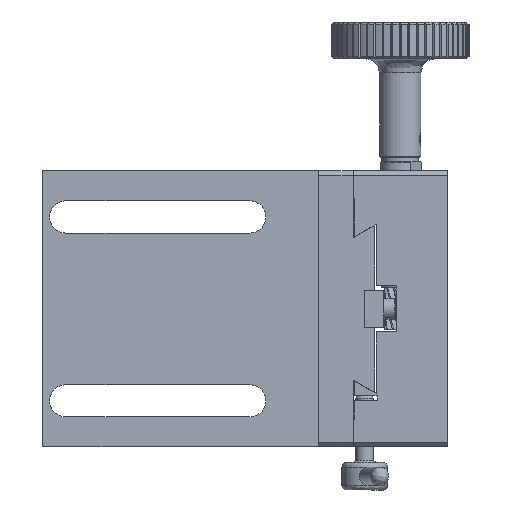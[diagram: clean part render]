
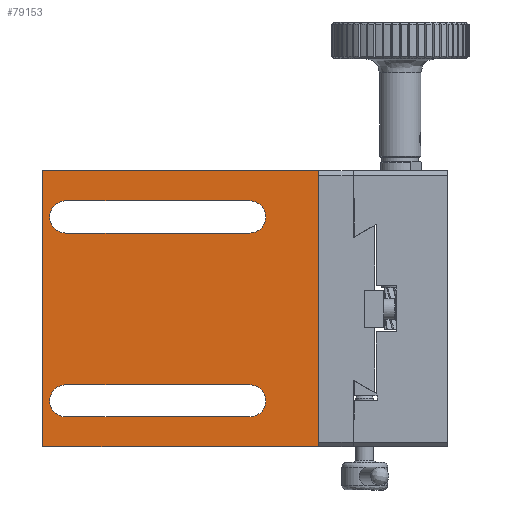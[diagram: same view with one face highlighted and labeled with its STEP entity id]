
A CAD part, front view. The second image highlights one B-rep face of the part: STEP entity #79153.
In plain terms, the highlighted planar face has unit normal (0, -1, 0).
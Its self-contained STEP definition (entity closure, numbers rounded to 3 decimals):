
#1246 = CARTESIAN_POINT ( 'NONE',  ( 49.133, 55.815, 62.779 ) ) ;
#2194 = EDGE_CURVE ( 'NONE', #54443, #57867, #35441, .T. ) ;
#3397 = EDGE_CURVE ( 'NONE', #57044, #81466, #27191, .T. ) ;
#5158 = CIRCLE ( 'NONE', #65474, 3.5 ) ;
#7709 = FACE_BOUND ( 'NONE', #48957, .T. ) ;
#9273 = CIRCLE ( 'NONE', #23073, 3.5 ) ;
#11328 = VERTEX_POINT ( 'NONE', #39600 ) ;
#12344 = VECTOR ( 'NONE', #103859, 1000. ) ;
#13672 = CARTESIAN_POINT ( 'NONE',  ( 19.133, 55.815, 109.279 ) ) ;
#14476 = LINE ( 'NONE', #70603, #29400 ) ;
#15766 = ORIENTED_EDGE ( 'NONE', *, *, #99356, .F. ) ;
#19140 = EDGE_CURVE ( 'NONE', #32768, #52636, #71504, .T. ) ;
#20278 = AXIS2_PLACEMENT_3D ( 'NONE', #41148, #33580, #22436 ) ;
#22436 = DIRECTION ( 'NONE',  ( -1., 0., 0. ) ) ;
#23073 = AXIS2_PLACEMENT_3D ( 'NONE', #62175, #54083, #37891 ) ;
#23139 = VERTEX_POINT ( 'NONE', #54949 ) ;
#23434 = DIRECTION ( 'NONE',  ( 0., -1., 0. ) ) ;
#23587 = DIRECTION ( 'NONE',  ( -1., 0., 0. ) ) ;
#24046 = VECTOR ( 'NONE', #40929, 1000. ) ;
#24539 = DIRECTION ( 'NONE',  ( -1., 0., 0. ) ) ;
#25152 = ORIENTED_EDGE ( 'NONE', *, *, #104301, .F. ) ;
#25514 = FACE_BOUND ( 'NONE', #32136, .T. ) ;
#25870 = VECTOR ( 'NONE', #47626, 1000. ) ;
#26791 = CARTESIAN_POINT ( 'NONE',  ( 19.133, 55.815, 69.279 ) ) ;
#27057 = ORIENTED_EDGE ( 'NONE', *, *, #49407, .F. ) ;
#27191 = CIRCLE ( 'NONE', #20278, 3.5 ) ;
#28511 = VECTOR ( 'NONE', #92637, 1000. ) ;
#28955 = VECTOR ( 'NONE', #41920, 1000. ) ;
#29400 = VECTOR ( 'NONE', #72202, 1000. ) ;
#31018 = VERTEX_POINT ( 'NONE', #101495 ) ;
#32136 = EDGE_LOOP ( 'NONE', ( #38194, #27057, #104754, #54976 ) ) ;
#32768 = VERTEX_POINT ( 'NONE', #80180 ) ;
#33580 = DIRECTION ( 'NONE',  ( 0., -1., 0. ) ) ;
#34722 = LINE ( 'NONE', #1246, #48244 ) ;
#35415 = LINE ( 'NONE', #26791, #28955 ) ;
#35441 = LINE ( 'NONE', #99650, #28511 ) ;
#35657 = VERTEX_POINT ( 'NONE', #63603 ) ;
#37891 = DIRECTION ( 'NONE',  ( -1., 0., 0. ) ) ;
#38194 = ORIENTED_EDGE ( 'NONE', *, *, #71758, .F. ) ;
#38723 = ORIENTED_EDGE ( 'NONE', *, *, #76911, .F. ) ;
#39600 = CARTESIAN_POINT ( 'NONE',  ( 34.133, 55.815, 116.279 ) ) ;
#39892 = AXIS2_PLACEMENT_3D ( 'NONE', #66495, #99403, #89230 ) ;
#40929 = DIRECTION ( 'NONE',  ( -1., 0., 0. ) ) ;
#41148 = CARTESIAN_POINT ( 'NONE',  ( -5.867, 55.815, 112.779 ) ) ;
#41920 = DIRECTION ( 'NONE',  ( 1., 0., 0. ) ) ;
#45358 = CARTESIAN_POINT ( 'NONE',  ( 49.133, 55.815, 62.779 ) ) ;
#46319 = CARTESIAN_POINT ( 'NONE',  ( -10.867, 55.815, 122.779 ) ) ;
#47626 = DIRECTION ( 'NONE',  ( 1., 0., 0. ) ) ;
#48244 = VECTOR ( 'NONE', #84896, 1000. ) ;
#48732 = PLANE ( 'NONE',  #39892 ) ;
#48957 = EDGE_LOOP ( 'NONE', ( #38723, #62182, #15766, #25152 ) ) ;
#49301 = DIRECTION ( 'NONE',  ( -1., 0., 0. ) ) ;
#49407 = EDGE_CURVE ( 'NONE', #81466, #94441, #95663, .T. ) ;
#50092 = LINE ( 'NONE', #57630, #24046 ) ;
#52636 = VERTEX_POINT ( 'NONE', #46319 ) ;
#52746 = EDGE_CURVE ( 'NONE', #11328, #57044, #14476, .T. ) ;
#54083 = DIRECTION ( 'NONE',  ( 0., -1., 0. ) ) ;
#54443 = VERTEX_POINT ( 'NONE', #45358 ) ;
#54949 = CARTESIAN_POINT ( 'NONE',  ( -5.867, 55.815, 69.279 ) ) ;
#54976 = ORIENTED_EDGE ( 'NONE', *, *, #52746, .F. ) ;
#55275 = CARTESIAN_POINT ( 'NONE',  ( -5.867, 55.815, 72.779 ) ) ;
#55573 = CIRCLE ( 'NONE', #79707, 3.5 ) ;
#56199 = EDGE_LOOP ( 'NONE', ( #68687, #70375, #75714, #79751 ) ) ;
#56278 = FACE_OUTER_BOUND ( 'NONE', #56199, .T. ) ;
#57044 = VERTEX_POINT ( 'NONE', #95124 ) ;
#57630 = CARTESIAN_POINT ( 'NONE',  ( 19.133, 55.815, 76.279 ) ) ;
#57867 = VERTEX_POINT ( 'NONE', #87589 ) ;
#58832 = CARTESIAN_POINT ( 'NONE',  ( -5.867, 55.815, 109.279 ) ) ;
#61343 = EDGE_CURVE ( 'NONE', #57867, #52636, #82276, .T. ) ;
#62175 = CARTESIAN_POINT ( 'NONE',  ( 34.133, 55.815, 72.779 ) ) ;
#62182 = ORIENTED_EDGE ( 'NONE', *, *, #93938, .F. ) ;
#63603 = CARTESIAN_POINT ( 'NONE',  ( 34.133, 55.815, 69.279 ) ) ;
#63808 = VECTOR ( 'NONE', #24539, 1000. ) ;
#64992 = CARTESIAN_POINT ( 'NONE',  ( 49.133, 55.815, 122.779 ) ) ;
#65474 = AXIS2_PLACEMENT_3D ( 'NONE', #55275, #23434, #49301 ) ;
#66495 = CARTESIAN_POINT ( 'NONE',  ( 19.133, 55.815, 92.779 ) ) ;
#68687 = ORIENTED_EDGE ( 'NONE', *, *, #61343, .T. ) ;
#70375 = ORIENTED_EDGE ( 'NONE', *, *, #19140, .F. ) ;
#70603 = CARTESIAN_POINT ( 'NONE',  ( 19.133, 55.815, 116.279 ) ) ;
#71504 = LINE ( 'NONE', #79103, #12344 ) ;
#71758 = EDGE_CURVE ( 'NONE', #94441, #11328, #55573, .T. ) ;
#72202 = DIRECTION ( 'NONE',  ( -1., 0., 0. ) ) ;
#72905 = CARTESIAN_POINT ( 'NONE',  ( -5.867, 55.815, 76.279 ) ) ;
#73757 = CARTESIAN_POINT ( 'NONE',  ( 34.133, 55.815, 112.779 ) ) ;
#75714 = ORIENTED_EDGE ( 'NONE', *, *, #100318, .T. ) ;
#76911 = EDGE_CURVE ( 'NONE', #35657, #31018, #9273, .T. ) ;
#79103 = CARTESIAN_POINT ( 'NONE',  ( -10.867, 55.815, 92.779 ) ) ;
#79153 = ADVANCED_FACE ( 'NONE', ( #56278, #25514, #7709 ), #48732, .F. ) ;
#79707 = AXIS2_PLACEMENT_3D ( 'NONE', #73757, #80810, #23587 ) ;
#79751 = ORIENTED_EDGE ( 'NONE', *, *, #2194, .T. ) ;
#80180 = CARTESIAN_POINT ( 'NONE',  ( -10.867, 55.815, 62.779 ) ) ;
#80810 = DIRECTION ( 'NONE',  ( 0., -1., 0. ) ) ;
#81239 = VERTEX_POINT ( 'NONE', #72905 ) ;
#81466 = VERTEX_POINT ( 'NONE', #58832 ) ;
#82276 = LINE ( 'NONE', #64992, #63808 ) ;
#84896 = DIRECTION ( 'NONE',  ( 1., 0., 0. ) ) ;
#87589 = CARTESIAN_POINT ( 'NONE',  ( 49.133, 55.815, 122.779 ) ) ;
#89230 = DIRECTION ( 'NONE',  ( 0., 0., 1. ) ) ;
#92637 = DIRECTION ( 'NONE',  ( 0., 0., 1. ) ) ;
#93938 = EDGE_CURVE ( 'NONE', #23139, #35657, #35415, .T. ) ;
#94441 = VERTEX_POINT ( 'NONE', #101205 ) ;
#95124 = CARTESIAN_POINT ( 'NONE',  ( -5.867, 55.815, 116.279 ) ) ;
#95663 = LINE ( 'NONE', #13672, #25870 ) ;
#99356 = EDGE_CURVE ( 'NONE', #81239, #23139, #5158, .T. ) ;
#99403 = DIRECTION ( 'NONE',  ( 0., 1., 0. ) ) ;
#99650 = CARTESIAN_POINT ( 'NONE',  ( 49.133, 55.815, 122.779 ) ) ;
#100318 = EDGE_CURVE ( 'NONE', #32768, #54443, #34722, .T. ) ;
#101205 = CARTESIAN_POINT ( 'NONE',  ( 34.133, 55.815, 109.279 ) ) ;
#101495 = CARTESIAN_POINT ( 'NONE',  ( 34.133, 55.815, 76.279 ) ) ;
#103859 = DIRECTION ( 'NONE',  ( 0., 0., 1. ) ) ;
#104301 = EDGE_CURVE ( 'NONE', #31018, #81239, #50092, .T. ) ;
#104754 = ORIENTED_EDGE ( 'NONE', *, *, #3397, .F. ) ;
